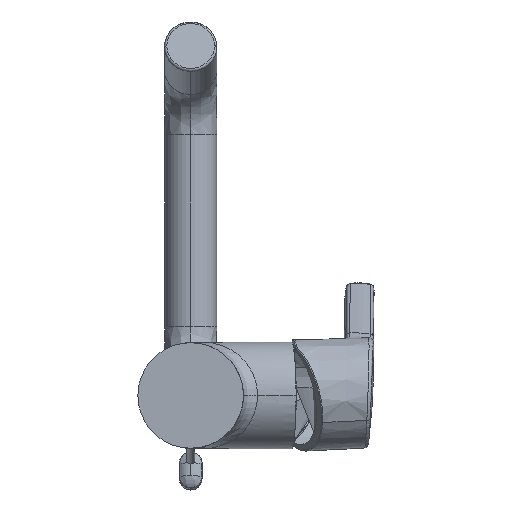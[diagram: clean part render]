
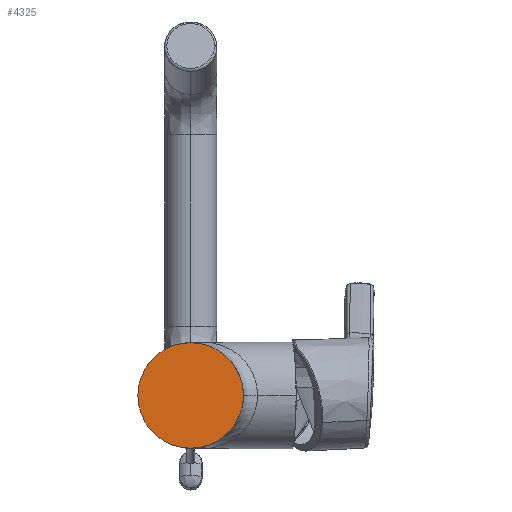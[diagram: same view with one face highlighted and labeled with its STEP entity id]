
A CAD part, front view. The second image highlights one B-rep face of the part: STEP entity #4325.
In plain terms, the highlighted planar face has unit normal (0, -1, 0).
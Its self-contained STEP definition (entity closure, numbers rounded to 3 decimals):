
#503 = EDGE_LOOP ( 'NONE', ( #14100, #4933 ) ) ;
#1901 = AXIS2_PLACEMENT_3D ( 'NONE', #3732, #12941, #5055 ) ;
#2487 = FACE_OUTER_BOUND ( 'NONE', #503, .T. ) ;
#2725 = AXIS2_PLACEMENT_3D ( 'NONE', #10712, #2793, #12022 ) ;
#2793 = DIRECTION ( 'NONE',  ( 0., 1., 0. ) ) ;
#2808 = CIRCLE ( 'NONE', #16357, 23. ) ;
#3732 = CARTESIAN_POINT ( 'NONE',  ( 449.086, 322.756, 280.418 ) ) ;
#4325 = ADVANCED_FACE ( 'NONE', ( #2487 ), #9318, .F. ) ;
#4933 = ORIENTED_EDGE ( 'NONE', *, *, #15801, .F. ) ;
#5055 = DIRECTION ( 'NONE',  ( -1., 0., 0. ) ) ;
#5610 = CARTESIAN_POINT ( 'NONE',  ( 426.086, 322.756, 280.418 ) ) ;
#5920 = VERTEX_POINT ( 'NONE', #5610 ) ;
#6290 = CARTESIAN_POINT ( 'NONE',  ( 449.086, 322.756, 280.418 ) ) ;
#7613 = DIRECTION ( 'NONE',  ( -1., 0., 0. ) ) ;
#7856 = CARTESIAN_POINT ( 'NONE',  ( 472.086, 322.756, 280.418 ) ) ;
#8133 = VERTEX_POINT ( 'NONE', #7856 ) ;
#9318 = PLANE ( 'NONE',  #2725 ) ;
#10712 = CARTESIAN_POINT ( 'NONE',  ( 449.086, 322.756, 280.418 ) ) ;
#12022 = DIRECTION ( 'NONE',  ( 1., 0., 0. ) ) ;
#12941 = DIRECTION ( 'NONE',  ( 0., 1., 0. ) ) ;
#14100 = ORIENTED_EDGE ( 'NONE', *, *, #16097, .F. ) ;
#15463 = DIRECTION ( 'NONE',  ( 0., 1., 0. ) ) ;
#15561 = CIRCLE ( 'NONE', #1901, 23. ) ;
#15801 = EDGE_CURVE ( 'NONE', #8133, #5920, #2808, .T. ) ;
#16097 = EDGE_CURVE ( 'NONE', #5920, #8133, #15561, .T. ) ;
#16357 = AXIS2_PLACEMENT_3D ( 'NONE', #6290, #15463, #7613 ) ;
